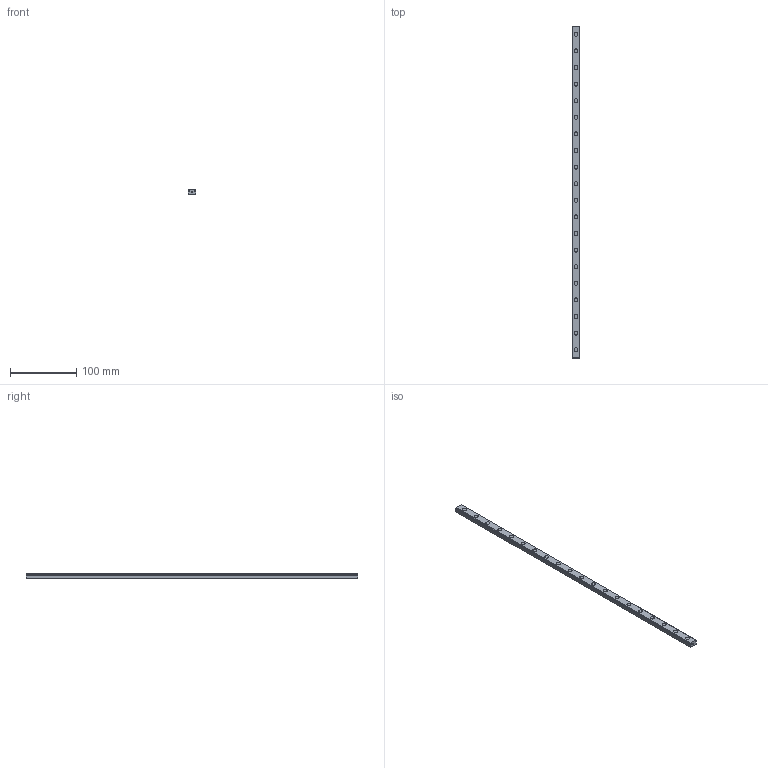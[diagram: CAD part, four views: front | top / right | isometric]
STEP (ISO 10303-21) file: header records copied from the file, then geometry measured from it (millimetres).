
FILE_DESCRIPTION(('no description'),'unknown implementation level');
FILE_NAME('MGNR12R_500_H_M_FILE_4.stp',' ',('HIWIN GmbH'),('CADClick - KiM GmbH - www.kimweb.de'),'unknown preprocess','ACIS','unknown authorization');
FILE_SCHEMA(('automotive_design'));
Length unit declared in the file: millimetre
Products named in the file (1): MGNR12R 500 H M_FILE
Bounding box: 12 x 500 x 8 mm (x, y, z)
Volume: 42823.4 mm3; surface area: 24990.8 mm2
Topology: 1 solids, 1 shells, 275 faces, 627 edges, 418 vertices
Faces by surface type: plane 139, cylinder 136
Entity records: 15282 total; most frequent: DIRECTION 1451, STYLED_ITEM 1321, PRESENTATION_STYLE_ASSIGNMENT 1321, CARTESIAN_POINT 1321, COLOUR_RGB 1321, ORIENTED_EDGE 1254, EDGE_CURVE 627, CURVE_STYLE 627
